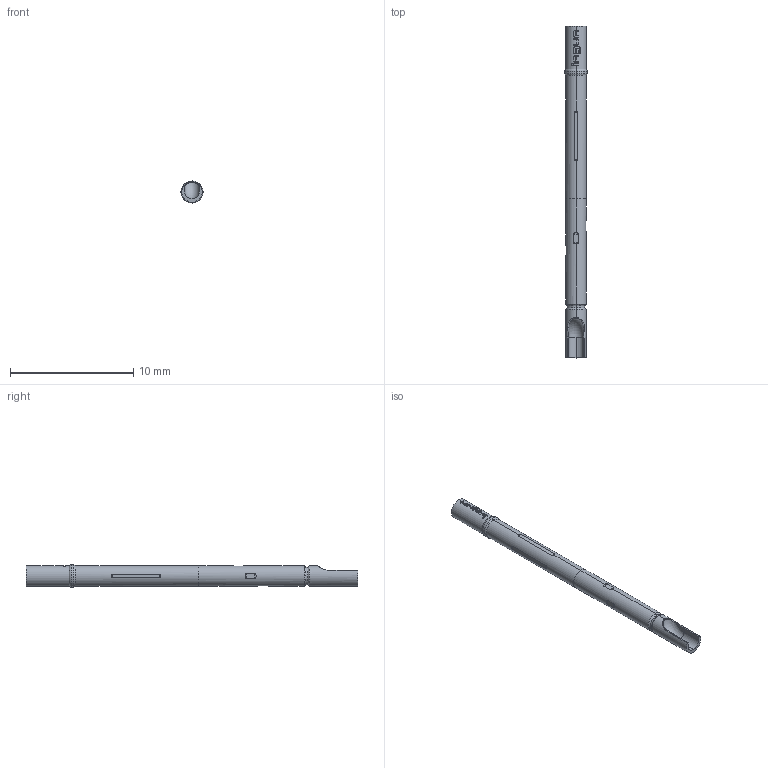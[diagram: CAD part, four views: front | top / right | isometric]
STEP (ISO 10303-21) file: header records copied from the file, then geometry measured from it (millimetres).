
FILE_DESCRIPTION (( 'STEP AP203' ), '1' );
FILE_NAME ('INGUN_KS-100_30_40.STEP', '2022-02-09T05:12:44', ( 'ochi' ), ( '' ), 'SwSTEP 2.0', 'SolidWorks 2018', '' );
FILE_SCHEMA (( 'CONFIG_CONTROL_DESIGN' ));
Length unit declared in the file: millimetre
Products named in the file (1): INGUN_KS-100_30_40
Bounding box: 1.8 x 26.9 x 1.8 mm (x, y, z)
Volume: 54.1 mm3; surface area: 147.6 mm2
Topology: 1 solids, 1 shells, 132 faces, 353 edges, 228 vertices
Faces by surface type: plane 52, cylinder 44, bspline 25, torus 9, cone 2
Entity records: 4743 total; most frequent: CARTESIAN_POINT 1606, ORIENTED_EDGE 706, DIRECTION 545, EDGE_CURVE 353, VERTEX_POINT 228, AXIS2_PLACEMENT_3D 208, EDGE_LOOP 137, ADVANCED_FACE 132
